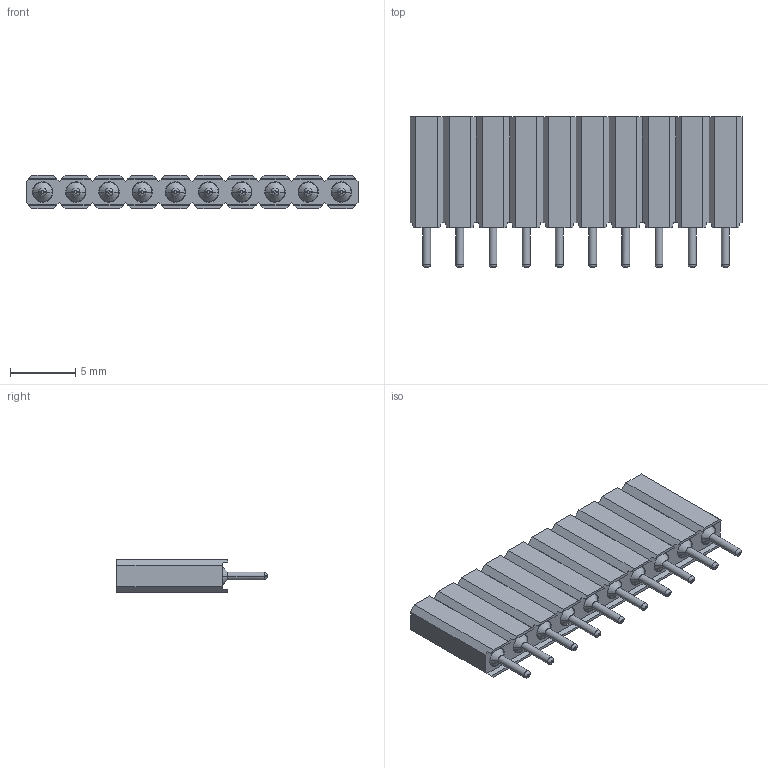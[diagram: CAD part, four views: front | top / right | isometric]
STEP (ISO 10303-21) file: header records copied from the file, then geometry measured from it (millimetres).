
FILE_DESCRIPTION( ('This file contains a STEP AP42 implementation' ,'as created by ZW3D STEP Interface translator.') ,'2;1' );
FILE_NAME( '3521-851XXSXX115X1.stp' ,'231017. 846 3', (''), ('ZWCAD Software Co.'), 'Version 1.0', 'ZW3D to STEP translator', '' );
FILE_SCHEMA(('AUTOMOTIVE_DESIGN { 1 0 10303 214 1 1 1 1 }'));
Length unit declared in the file: millimetre
Products named in the file (2): 0; 3521-85120SXX115X1
Bounding box: 25.4 x 11.5 x 2.54 mm (x, y, z)
Volume: 403.3 mm3; surface area: 1837.1 mm2
Topology: 1 solids, 1 shells, 994 faces, 2466 edges, 1544 vertices
Faces by surface type: plane 414, bspline 340, cone 220, cylinder 20
Entity records: 51146 total; most frequent: CARTESIAN_POINT 33045, ORIENTED_EDGE 4932, EDGE_CURVE 2466, B_SPLINE_CURVE_WITH_KNOTS 2384, VERTEX_POINT 1544, DIRECTION 1312, EDGE_LOOP 1064, FACE_OUTER_BOUND 994
